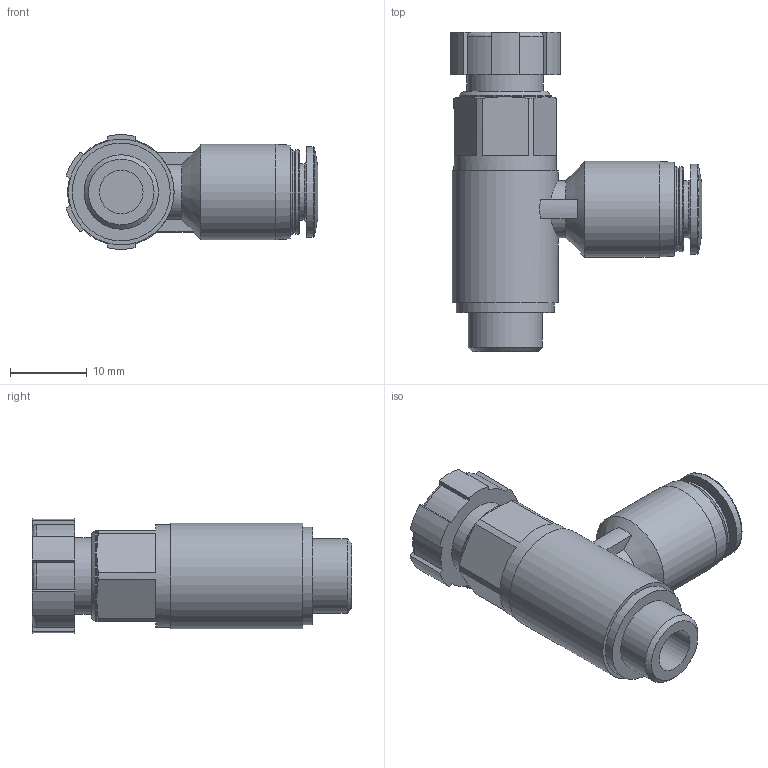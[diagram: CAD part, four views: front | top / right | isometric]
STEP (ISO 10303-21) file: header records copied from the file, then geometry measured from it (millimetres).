
FILE_DESCRIPTION(/* description */ ('STEP AP214'),/* implementation_level */ '2;1');
FILE_NAME(/* name */ '540661_GRLSA-1_8-QS-6',/* time_stamp */ '2024-08-28T21:53:20+02:00',/* author */ ('License CC BY-ND 4.0'),/* organization */ ('CADENAS'),/* preprocessor_version */ 'ST-DEVELOPER v19.3',/* originating_system */ 'PARTsolutions',/* authorisation */ ' ');
FILE_SCHEMA (('AUTOMOTIVE_DESIGN {1 0 10303 214 3 1 1}'));
Length unit declared in the file: millimetre
Products named in the file (1): 540661 GRLSA-1/8-QS-6---(0)
Bounding box: 32.91 x 41.7 x 14.95 mm (x, y, z)
Volume: 6456.8 mm3; surface area: 3915.4 mm2
Topology: 1 solids, 1 shells, 187 faces, 491 edges, 320 vertices
Faces by surface type: plane 125, cylinder 36, cone 17, torus 9
Full cylindrical faces by diameter (mm): 2.667 x1, 5.711 x1, 6 x1, 7.4 x1, 9 x1, 9.728 x1, 10 x1, 11.1 x2, 11.8 x1, 12 x1, 12.5 x1, 12.8 x1, 13.4 x1, 13.8 x1
Entity records: 6989 total; most frequent: CARTESIAN_POINT 1196, ORIENTED_EDGE 916, DIRECTION 902, EDGE_CURVE 458, AXIS2_PLACEMENT_3D 330, VERTEX_POINT 316, LINE 242, VECTOR 242
